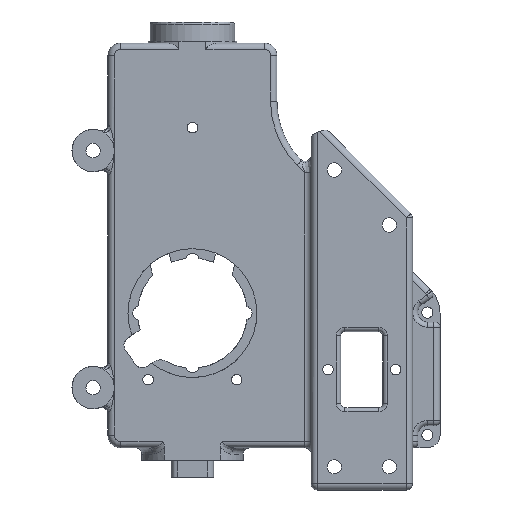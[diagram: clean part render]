
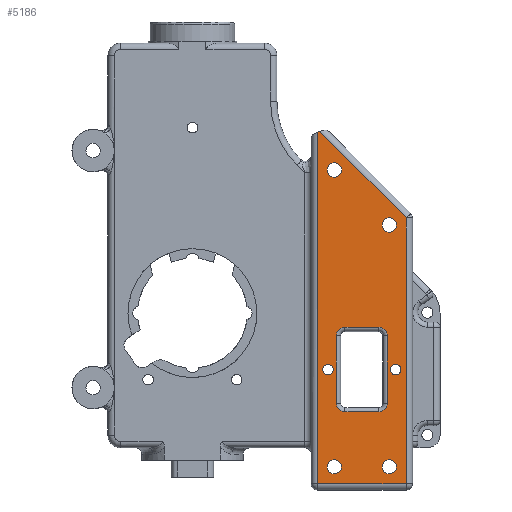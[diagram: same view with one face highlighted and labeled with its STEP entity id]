
A CAD part, left-side view. The second image highlights one B-rep face of the part: STEP entity #5186.
In plain terms, the highlighted planar face has unit normal (-1, 0, 0).
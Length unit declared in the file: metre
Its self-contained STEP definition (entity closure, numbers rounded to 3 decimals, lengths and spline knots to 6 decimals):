
#86=PLANE('',#5535);
#182=LINE('',#8165,#504);
#183=LINE('',#8168,#505);
#184=LINE('',#8170,#506);
#185=LINE('',#8172,#507);
#186=LINE('',#8174,#508);
#187=LINE('',#8178,#509);
#188=LINE('',#8182,#510);
#189=LINE('',#8186,#511);
#190=LINE('',#8190,#512);
#504=VECTOR('',#6275,1.);
#505=VECTOR('',#6276,1.);
#506=VECTOR('',#6277,1.);
#507=VECTOR('',#6278,1.);
#508=VECTOR('',#6279,1.);
#509=VECTOR('',#6282,1.);
#510=VECTOR('',#6285,1.);
#511=VECTOR('',#6288,1.);
#512=VECTOR('',#6291,1.);
#979=CIRCLE('',#5536,0.0017);
#980=CIRCLE('',#5537,0.0017);
#981=CIRCLE('',#5538,0.0017);
#982=CIRCLE('',#5539,0.0017);
#983=CIRCLE('',#5540,0.00125);
#984=CIRCLE('',#5541,0.00125);
#985=CIRCLE('',#5542,0.002);
#986=CIRCLE('',#5543,0.002);
#987=CIRCLE('',#5544,0.002);
#988=CIRCLE('',#5545,0.002);
#1395=ORIENTED_EDGE('',*,*,#2988,.T.);
#1396=ORIENTED_EDGE('',*,*,#2989,.T.);
#1397=ORIENTED_EDGE('',*,*,#2990,.T.);
#1398=ORIENTED_EDGE('',*,*,#2991,.T.);
#1399=ORIENTED_EDGE('',*,*,#2992,.T.);
#1400=ORIENTED_EDGE('',*,*,#2993,.T.);
#1401=ORIENTED_EDGE('',*,*,#2994,.T.);
#1402=ORIENTED_EDGE('',*,*,#2995,.T.);
#1403=ORIENTED_EDGE('',*,*,#2996,.T.);
#1404=ORIENTED_EDGE('',*,*,#2997,.T.);
#1405=ORIENTED_EDGE('',*,*,#2998,.T.);
#1406=ORIENTED_EDGE('',*,*,#2999,.F.);
#1407=ORIENTED_EDGE('',*,*,#3000,.T.);
#1408=ORIENTED_EDGE('',*,*,#3001,.F.);
#1409=ORIENTED_EDGE('',*,*,#3002,.T.);
#1410=ORIENTED_EDGE('',*,*,#3003,.F.);
#1411=ORIENTED_EDGE('',*,*,#3004,.T.);
#1412=ORIENTED_EDGE('',*,*,#3005,.F.);
#1413=ORIENTED_EDGE('',*,*,#3006,.T.);
#2988=EDGE_CURVE('',#3780,#3780,#979,.T.);
#2989=EDGE_CURVE('',#3781,#3781,#980,.T.);
#2990=EDGE_CURVE('',#3782,#3782,#981,.T.);
#2991=EDGE_CURVE('',#3783,#3783,#982,.T.);
#2992=EDGE_CURVE('',#3784,#3784,#983,.T.);
#2993=EDGE_CURVE('',#3785,#3785,#984,.T.);
#2994=EDGE_CURVE('',#3786,#3787,#182,.F.);
#2995=EDGE_CURVE('',#3787,#3788,#183,.F.);
#2996=EDGE_CURVE('',#3788,#3789,#184,.F.);
#2997=EDGE_CURVE('',#3789,#3790,#185,.F.);
#2998=EDGE_CURVE('',#3790,#3786,#186,.F.);
#2999=EDGE_CURVE('',#3791,#3792,#985,.T.);
#3000=EDGE_CURVE('',#3791,#3793,#187,.F.);
#3001=EDGE_CURVE('',#3794,#3793,#986,.T.);
#3002=EDGE_CURVE('',#3794,#3795,#188,.F.);
#3003=EDGE_CURVE('',#3796,#3795,#987,.T.);
#3004=EDGE_CURVE('',#3796,#3797,#189,.T.);
#3005=EDGE_CURVE('',#3798,#3797,#988,.T.);
#3006=EDGE_CURVE('',#3798,#3792,#190,.T.);
#3780=VERTEX_POINT('',#8154);
#3781=VERTEX_POINT('',#8156);
#3782=VERTEX_POINT('',#8158);
#3783=VERTEX_POINT('',#8160);
#3784=VERTEX_POINT('',#8162);
#3785=VERTEX_POINT('',#8164);
#3786=VERTEX_POINT('',#8166);
#3787=VERTEX_POINT('',#8167);
#3788=VERTEX_POINT('',#8169);
#3789=VERTEX_POINT('',#8171);
#3790=VERTEX_POINT('',#8173);
#3791=VERTEX_POINT('',#8176);
#3792=VERTEX_POINT('',#8177);
#3793=VERTEX_POINT('',#8179);
#3794=VERTEX_POINT('',#8181);
#3795=VERTEX_POINT('',#8183);
#3796=VERTEX_POINT('',#8185);
#3797=VERTEX_POINT('',#8187);
#3798=VERTEX_POINT('',#8189);
#4347=EDGE_LOOP('',(#1395));
#4348=EDGE_LOOP('',(#1396));
#4349=EDGE_LOOP('',(#1397));
#4350=EDGE_LOOP('',(#1398));
#4351=EDGE_LOOP('',(#1399));
#4352=EDGE_LOOP('',(#1400));
#4353=EDGE_LOOP('',(#1401,#1402,#1403,#1404,#1405));
#4354=EDGE_LOOP('',(#1406,#1407,#1408,#1409,#1410,#1411,#1412,#1413));
#4753=FACE_BOUND('',#4347,.T.);
#4754=FACE_BOUND('',#4348,.T.);
#4755=FACE_BOUND('',#4349,.T.);
#4756=FACE_BOUND('',#4350,.T.);
#4757=FACE_BOUND('',#4351,.T.);
#4758=FACE_BOUND('',#4352,.T.);
#4759=FACE_BOUND('',#4353,.T.);
#4760=FACE_BOUND('',#4354,.T.);
#5186=ADVANCED_FACE('',(#4753,#4754,#4755,#4756,#4757,#4758,#4759,#4760),
#86,.T.);
#5535=AXIS2_PLACEMENT_3D('',#8152,#6261,#6262);
#5536=AXIS2_PLACEMENT_3D('',#8153,#6263,#6264);
#5537=AXIS2_PLACEMENT_3D('',#8155,#6265,#6266);
#5538=AXIS2_PLACEMENT_3D('',#8157,#6267,#6268);
#5539=AXIS2_PLACEMENT_3D('',#8159,#6269,#6270);
#5540=AXIS2_PLACEMENT_3D('',#8161,#6271,#6272);
#5541=AXIS2_PLACEMENT_3D('',#8163,#6273,#6274);
#5542=AXIS2_PLACEMENT_3D('',#8175,#6280,#6281);
#5543=AXIS2_PLACEMENT_3D('',#8180,#6283,#6284);
#5544=AXIS2_PLACEMENT_3D('',#8184,#6286,#6287);
#5545=AXIS2_PLACEMENT_3D('',#8188,#6289,#6290);
#6261=DIRECTION('',(-1.,0.,0.));
#6262=DIRECTION('',(0.,-1.,0.));
#6263=DIRECTION('',(1.,0.,0.));
#6264=DIRECTION('',(0.,0.,-1.));
#6265=DIRECTION('',(1.,0.,0.));
#6266=DIRECTION('',(0.,0.,-1.));
#6267=DIRECTION('',(1.,0.,0.));
#6268=DIRECTION('',(0.,0.,-1.));
#6269=DIRECTION('',(1.,0.,0.));
#6270=DIRECTION('',(0.,0.,-1.));
#6271=DIRECTION('',(1.,0.,0.));
#6272=DIRECTION('',(0.,0.,-1.));
#6273=DIRECTION('',(1.,0.,0.));
#6274=DIRECTION('',(0.,0.,-1.));
#6275=DIRECTION('',(0.,-0.924,0.383));
#6276=DIRECTION('',(0.,0.,1.));
#6277=DIRECTION('',(0.,1.,0.));
#6278=DIRECTION('',(0.,0.,-1.));
#6279=DIRECTION('',(0.,-0.707,-0.707));
#6280=DIRECTION('',(-1.,0.,0.));
#6281=DIRECTION('',(0.,0.,1.));
#6282=DIRECTION('',(0.,0.,1.));
#6283=DIRECTION('',(-1.,0.,0.));
#6284=DIRECTION('',(0.,0.,1.));
#6285=DIRECTION('',(0.,-1.,0.));
#6286=DIRECTION('',(-1.,0.,0.));
#6287=DIRECTION('',(0.,0.,1.));
#6288=DIRECTION('',(0.,0.,1.));
#6289=DIRECTION('',(-1.,0.,0.));
#6290=DIRECTION('',(0.,0.,1.));
#6291=DIRECTION('',(0.,-1.,0.));
#8152=CARTESIAN_POINT('',(-0.014,0.020796,0.024629));
#8153=CARTESIAN_POINT('',(-0.014,-0.0065,-0.023));
#8154=CARTESIAN_POINT('',(-0.014,-0.0065,-0.0247));
#8155=CARTESIAN_POINT('',(-0.014,0.0065,0.047222));
#8156=CARTESIAN_POINT('',(-0.014,0.0065,0.045522));
#8157=CARTESIAN_POINT('',(-0.014,-0.0065,0.034222));
#8158=CARTESIAN_POINT('',(-0.014,-0.0065,0.032522));
#8159=CARTESIAN_POINT('',(-0.014,0.0065,-0.023));
#8160=CARTESIAN_POINT('',(-0.014,0.0065,-0.0247));
#8161=CARTESIAN_POINT('',(-0.014,0.008,0.));
#8162=CARTESIAN_POINT('',(-0.014,0.008,-0.00125));
#8163=CARTESIAN_POINT('',(-0.014,-0.008,0.));
#8164=CARTESIAN_POINT('',(-0.014,-0.008,-0.00125));
#8165=CARTESIAN_POINT('',(-0.014,0.030423,0.047869));
#8166=CARTESIAN_POINT('',(-0.014,0.009964,0.056343));
#8167=CARTESIAN_POINT('',(-0.014,0.0105,0.056121));
#8168=CARTESIAN_POINT('',(-0.014,0.0105,-0.0285));
#8169=CARTESIAN_POINT('',(-0.014,0.0105,-0.027));
#8170=CARTESIAN_POINT('',(-0.014,-0.012,-0.027));
#8171=CARTESIAN_POINT('',(-0.014,-0.0105,-0.027));
#8172=CARTESIAN_POINT('',(-0.014,-0.0105,0.0365));
#8173=CARTESIAN_POINT('',(-0.014,-0.0105,0.035879));
#8174=CARTESIAN_POINT('',(-0.014,0.009525,0.055904));
#8175=CARTESIAN_POINT('',(-0.014,-0.004,0.008));
#8176=CARTESIAN_POINT('',(-0.014,-0.006,0.008));
#8177=CARTESIAN_POINT('',(-0.014,-0.004,0.01));
#8178=CARTESIAN_POINT('',(-0.014,-0.006,0.024629));
#8179=CARTESIAN_POINT('',(-0.014,-0.006,-0.008));
#8180=CARTESIAN_POINT('',(-0.014,-0.004,-0.008));
#8181=CARTESIAN_POINT('',(-0.014,-0.004,-0.01));
#8182=CARTESIAN_POINT('',(-0.014,0.020796,-0.01));
#8183=CARTESIAN_POINT('',(-0.014,0.004,-0.01));
#8184=CARTESIAN_POINT('',(-0.014,0.004,-0.008));
#8185=CARTESIAN_POINT('',(-0.014,0.006,-0.008));
#8186=CARTESIAN_POINT('',(-0.014,0.006,0.009));
#8187=CARTESIAN_POINT('',(-0.014,0.006,0.008));
#8188=CARTESIAN_POINT('',(-0.014,0.004,0.008));
#8189=CARTESIAN_POINT('',(-0.014,0.004,0.01));
#8190=CARTESIAN_POINT('',(-0.014,-0.005,0.01));
